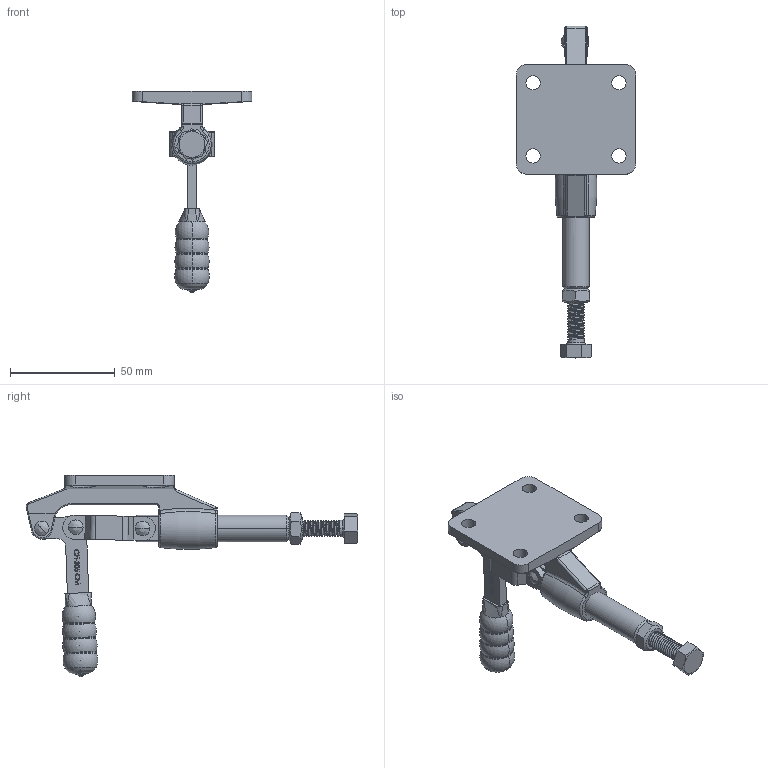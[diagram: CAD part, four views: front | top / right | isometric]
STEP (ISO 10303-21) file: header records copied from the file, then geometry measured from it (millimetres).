
FILE_DESCRIPTION (( 'STEP AP203' ), '1' );
FILE_NAME ('CH-305-CM.STEP', '2017-11-27T10:41:59', ( 'Windows' ), ( 'Microsoft' ), 'SwSTEP 2.0', 'SolidWorks 2015', '' );
FILE_SCHEMA (( 'CONFIG_CONTROL_DESIGN' ));
Length unit declared in the file: millimetre
Products named in the file (9): CH-305-03 HANDLE; M8 Nut; CH-SA-085012 SPINDLE SUPPLIED; 304CM苤滄儂綵竄杶; CH-305-CM; CH-304-CM-01 BASE; CH-304-04 CONNECTING-PLATE; CH-304-05; CH-304-CM-02 CREST STALK
Assembly tree (11 placements, depth 2):
  CH-305-CM
    CH-304-CM-01 BASE
    CH-304-04 CONNECTING-PLATE  x2
    CH-304-05  x3
    CH-304-CM-02 CREST STALK
    CH-305-03 HANDLE
    M8 Nut
    CH-SA-085012 SPINDLE SUPPLIED
    304CM苤滄儂綵竄杶
Bounding box: 57.2 x 158.74 x 96.21 mm (x, y, z)
Volume: 51383.3 mm3; surface area: 30005.7 mm2
Topology: 11 solids, 11 shells, 799 faces, 2194 edges, 1422 vertices
Faces by surface type: cylinder 265, plane 239, bspline 215, torus 41, cone 25, sphere 14
Entity records: 39817 total; most frequent: CARTESIAN_POINT 22026, ORIENTED_EDGE 4092, DIRECTION 2661, EDGE_CURVE 2046, VERTEX_POINT 1342, VECTOR 959, LINE 959, AXIS2_PLACEMENT_3D 851
